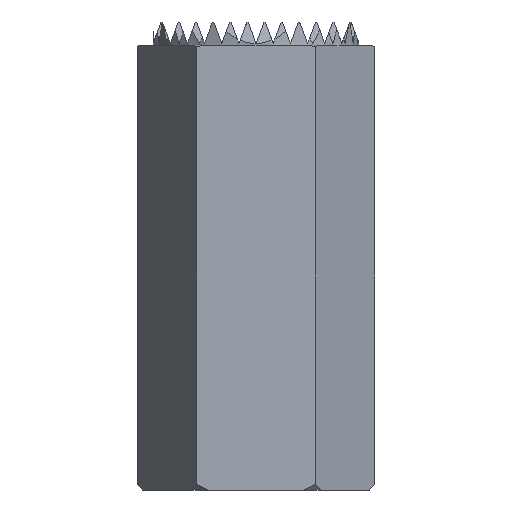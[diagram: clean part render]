
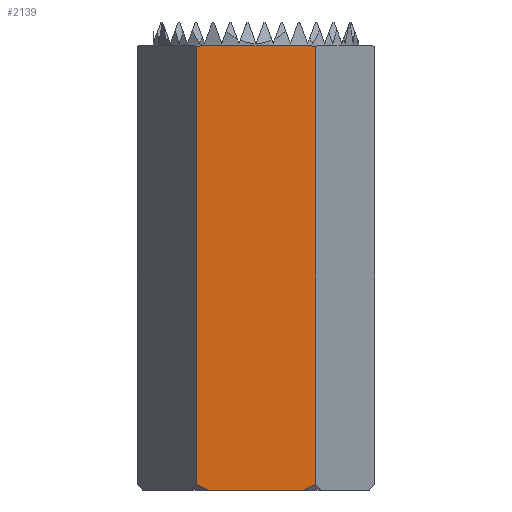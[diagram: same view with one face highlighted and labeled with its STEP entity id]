
A CAD part, left-side view. The second image highlights one B-rep face of the part: STEP entity #2139.
In plain terms, the highlighted planar face has unit normal (-1, 0, 0).
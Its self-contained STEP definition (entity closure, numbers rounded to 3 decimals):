
#81 = CARTESIAN_POINT ( 'NONE',  ( -11., -5.045, 0. ) ) ;
#261 = CARTESIAN_POINT ( 'NONE',  ( -11., 5.915, 47.453 ) ) ;
#406 = PLANE ( 'NONE',  #6048 ) ;
#471 = CARTESIAN_POINT ( 'NONE',  ( -11., -6.351, 0.6 ) ) ;
#570 = CARTESIAN_POINT ( 'NONE',  ( -11., -5.486, 0.184 ) ) ;
#716 = CARTESIAN_POINT ( 'NONE',  ( -11., 0., 47.5 ) ) ;
#717 = LINE ( 'NONE', #4030, #14107 ) ;
#1117 = LINE ( 'NONE', #4417, #6818 ) ;
#2139 = ADVANCED_FACE ( 'NONE', ( #11633 ), #406, .F. ) ;
#2368 = CARTESIAN_POINT ( 'NONE',  ( -11., 0., 47.5 ) ) ;
#2507 = EDGE_CURVE ( 'NONE', #6239, #9906, #717, .T. ) ;
#2541 = ORIENTED_EDGE ( 'NONE', *, *, #12109, .F. ) ;
#2628 = CARTESIAN_POINT ( 'NONE',  ( -11., 6.351, 47.374 ) ) ;
#2646 = CARTESIAN_POINT ( 'NONE',  ( -11., -5.479, 47.492 ) ) ;
#2851 = CARTESIAN_POINT ( 'NONE',  ( -11., -6.351, 47.374 ) ) ;
#3876 = CARTESIAN_POINT ( 'NONE',  ( -11., -5.923, 0.386 ) ) ;
#4030 = CARTESIAN_POINT ( 'NONE',  ( -11., 0., 47.5 ) ) ;
#4313 = CARTESIAN_POINT ( 'NONE',  ( -11., 6.351, 0.6 ) ) ;
#4417 = CARTESIAN_POINT ( 'NONE',  ( -11., -6.351, 0. ) ) ;
#4529 = CARTESIAN_POINT ( 'NONE',  ( -11., 5.045, 0. ) ) ;
#4781 = B_SPLINE_CURVE_WITH_KNOTS ( 'NONE', 3,
 ( #7073, #9232, #10445, #11520 ),
 .UNSPECIFIED., .F., .F.,
 ( 4, 4 ),
 ( 0.021, 0.022 ),
 .UNSPECIFIED. ) ;
#4796 = CARTESIAN_POINT ( 'NONE',  ( -11., 6.351, 52.5 ) ) ;
#4801 = ORIENTED_EDGE ( 'NONE', *, *, #8881, .T. ) ;
#5010 = B_SPLINE_CURVE_WITH_KNOTS ( 'NONE', 3,
 ( #2851, #10427, #6986, #2646, #5828, #5022 ),
 .UNSPECIFIED., .F., .F.,
 ( 4, 2, 4 ),
 ( 0.028, 0.029, 0.03 ),
 .UNSPECIFIED. ) ;
#5022 = CARTESIAN_POINT ( 'NONE',  ( -11., -5.041, 47.5 ) ) ;
#5180 = CARTESIAN_POINT ( 'NONE',  ( -11., 6.351, 52.5 ) ) ;
#5255 = LINE ( 'NONE', #5180, #11872 ) ;
#5315 = EDGE_CURVE ( 'NONE', #8993, #11636, #9052, .T. ) ;
#5828 = CARTESIAN_POINT ( 'NONE',  ( -11., -5.26, 47.5 ) ) ;
#6048 = AXIS2_PLACEMENT_3D ( 'NONE', #4796, #11493, #11558 ) ;
#6225 = EDGE_LOOP ( 'NONE', ( #14163, #2541, #9229, #13658, #10922, #4801, #7790, #12547, #13705 ) ) ;
#6239 = VERTEX_POINT ( 'NONE', #12915 ) ;
#6258 = DIRECTION ( 'NONE',  ( 0., 0., -1. ) ) ;
#6323 = VERTEX_POINT ( 'NONE', #13408 ) ;
#6612 = CARTESIAN_POINT ( 'NONE',  ( -11., 5.041, 47.5 ) ) ;
#6775 = LINE ( 'NONE', #2368, #14195 ) ;
#6818 = VECTOR ( 'NONE', #13213, 1000. ) ;
#6986 = CARTESIAN_POINT ( 'NONE',  ( -11., -5.916, 47.452 ) ) ;
#7073 = CARTESIAN_POINT ( 'NONE',  ( -11., 5.045, 0. ) ) ;
#7166 = EDGE_CURVE ( 'NONE', #9092, #12061, #5255, .T. ) ;
#7280 = CARTESIAN_POINT ( 'NONE',  ( -11., -5.045, 0. ) ) ;
#7501 = LINE ( 'NONE', #7638, #10331 ) ;
#7638 = CARTESIAN_POINT ( 'NONE',  ( -11., -6.351, 52.5 ) ) ;
#7790 = ORIENTED_EDGE ( 'NONE', *, *, #7166, .T. ) ;
#8686 = EDGE_CURVE ( 'NONE', #6323, #6239, #5010, .T. ) ;
#8881 = EDGE_CURVE ( 'NONE', #9863, #9092, #11880, .T. ) ;
#8993 = VERTEX_POINT ( 'NONE', #471 ) ;
#9052 = B_SPLINE_CURVE_WITH_KNOTS ( 'NONE', 3,
 ( #10307, #3876, #570, #7280 ),
 .UNSPECIFIED., .F., .F.,
 ( 4, 4 ),
 ( 0.009, 0.011 ),
 .UNSPECIFIED. ) ;
#9092 = VERTEX_POINT ( 'NONE', #2628 ) ;
#9229 = ORIENTED_EDGE ( 'NONE', *, *, #8686, .T. ) ;
#9232 = CARTESIAN_POINT ( 'NONE',  ( -11., 5.487, 0.184 ) ) ;
#9276 = EDGE_CURVE ( 'NONE', #11636, #12264, #1117, .T. ) ;
#9863 = VERTEX_POINT ( 'NONE', #12343 ) ;
#9874 = DIRECTION ( 'NONE',  ( 0., 0., -1. ) ) ;
#9906 = VERTEX_POINT ( 'NONE', #716 ) ;
#9991 = CARTESIAN_POINT ( 'NONE',  ( -11., 6.135, 47.421 ) ) ;
#10205 = EDGE_CURVE ( 'NONE', #9906, #9863, #6775, .T. ) ;
#10307 = CARTESIAN_POINT ( 'NONE',  ( -11., -6.351, 0.6 ) ) ;
#10331 = VECTOR ( 'NONE', #9874, 1000. ) ;
#10427 = CARTESIAN_POINT ( 'NONE',  ( -11., -6.134, 47.421 ) ) ;
#10445 = CARTESIAN_POINT ( 'NONE',  ( -11., 5.922, 0.386 ) ) ;
#10806 = EDGE_CURVE ( 'NONE', #12264, #12061, #4781, .T. ) ;
#10922 = ORIENTED_EDGE ( 'NONE', *, *, #10205, .T. ) ;
#10926 = CARTESIAN_POINT ( 'NONE',  ( -11., 6.351, 47.374 ) ) ;
#11002 = CARTESIAN_POINT ( 'NONE',  ( -11., 5.259, 47.5 ) ) ;
#11493 = DIRECTION ( 'NONE',  ( 1., 0., 0. ) ) ;
#11520 = CARTESIAN_POINT ( 'NONE',  ( -11., 6.351, 0.6 ) ) ;
#11558 = DIRECTION ( 'NONE',  ( 0., 1., 0. ) ) ;
#11633 = FACE_OUTER_BOUND ( 'NONE', #6225, .T. ) ;
#11636 = VERTEX_POINT ( 'NONE', #81 ) ;
#11672 = DIRECTION ( 'NONE',  ( 0., 1., 0. ) ) ;
#11872 = VECTOR ( 'NONE', #6258, 1000. ) ;
#11880 = B_SPLINE_CURVE_WITH_KNOTS ( 'NONE', 3,
 ( #6612, #11002, #13228, #261, #9991, #10926 ),
 .UNSPECIFIED., .F., .F.,
 ( 4, 2, 4 ),
 ( 0.005, 0.006, 0.006 ),
 .UNSPECIFIED. ) ;
#12061 = VERTEX_POINT ( 'NONE', #4313 ) ;
#12109 = EDGE_CURVE ( 'NONE', #6323, #8993, #7501, .T. ) ;
#12264 = VERTEX_POINT ( 'NONE', #4529 ) ;
#12343 = CARTESIAN_POINT ( 'NONE',  ( -11., 5.041, 47.5 ) ) ;
#12547 = ORIENTED_EDGE ( 'NONE', *, *, #10806, .F. ) ;
#12915 = CARTESIAN_POINT ( 'NONE',  ( -11., -5.041, 47.5 ) ) ;
#13213 = DIRECTION ( 'NONE',  ( 0., 1., 0. ) ) ;
#13228 = CARTESIAN_POINT ( 'NONE',  ( -11., 5.477, 47.492 ) ) ;
#13408 = CARTESIAN_POINT ( 'NONE',  ( -11., -6.351, 47.374 ) ) ;
#13471 = DIRECTION ( 'NONE',  ( 0., 1., 0. ) ) ;
#13658 = ORIENTED_EDGE ( 'NONE', *, *, #2507, .T. ) ;
#13705 = ORIENTED_EDGE ( 'NONE', *, *, #9276, .F. ) ;
#14107 = VECTOR ( 'NONE', #11672, 1000. ) ;
#14163 = ORIENTED_EDGE ( 'NONE', *, *, #5315, .F. ) ;
#14195 = VECTOR ( 'NONE', #13471, 1000. ) ;
